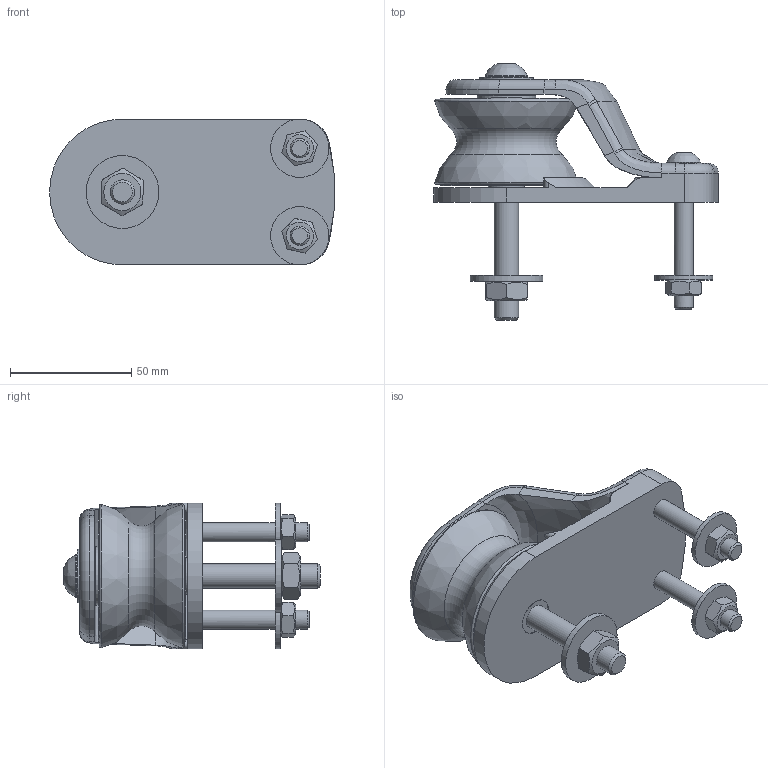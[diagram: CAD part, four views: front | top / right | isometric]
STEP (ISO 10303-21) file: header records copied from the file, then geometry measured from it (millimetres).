
FILE_DESCRIPTION(/* description */ (''),/* implementation_level */ '2;1');
FILE_NAME(/* name */ '819.060.stp',/* time_stamp */ '2020-05-18T16:20:44+02:00',/* author */ ('lucade'),/* organization */ (''),/* preprocessor_version */ 'ST-DEVELOPER v18.1',/* originating_system */ 'Autodesk Inventor 2021',/* authorisation */ '');
FILE_SCHEMA (('AUTOMOTIVE_DESIGN { 1 0 10303 214 3 1 1 }'));
Length unit declared in the file: millimetre
Products named in the file (1): Parte5
Bounding box: 117.29 x 105.5 x 60 mm (x, y, z)
Volume: 169375.2 mm3; surface area: 61838 mm2
Topology: 2 solids, 2 shells, 246 faces, 645 edges, 447 vertices
Faces by surface type: plane 96, cylinder 64, torus 33, bspline 27, cone 26
Full cylindrical faces by diameter (mm): 8 x4, 8.2 x4, 8.4 x4, 10 x2, 10.2 x2, 10.4 x1, 11 x1, 12 x1, 12.1 x1, 14.9 x1, 15 x4, 15.1 x1, 17 x3, 17.5 x2, 20 x3, 20.1 x1, 22 x1, 22.1 x1, 24 x3, 24.5 x1, 30 x1, 34.3 x2, 47.7 x2, 54 x2
Entity records: 8889 total; most frequent: CARTESIAN_POINT 2781, DIRECTION 1325, ORIENTED_EDGE 1284, EDGE_CURVE 642, AXIS2_PLACEMENT_3D 592, VERTEX_POINT 447, CIRCLE 372, EDGE_LOOP 297
